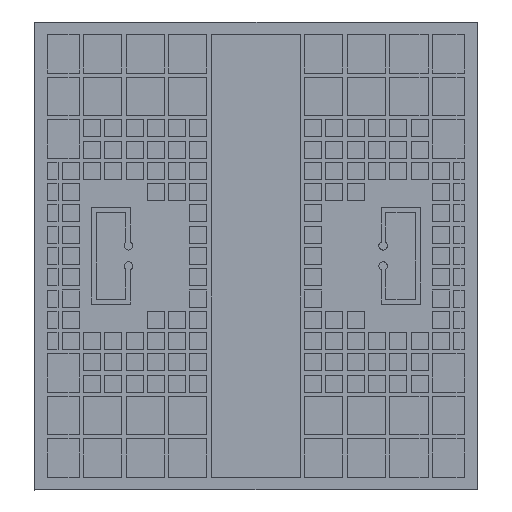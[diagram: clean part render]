
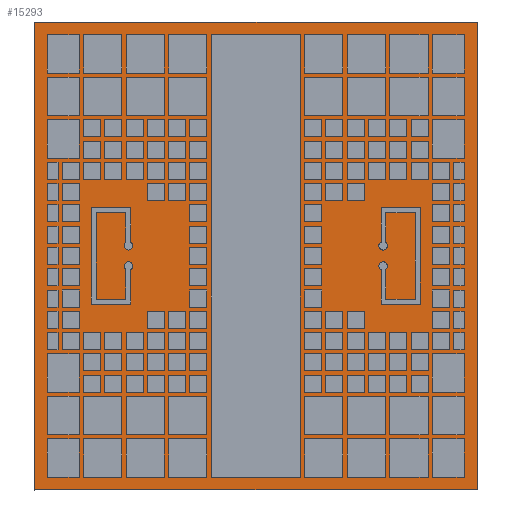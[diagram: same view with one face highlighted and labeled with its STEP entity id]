
A CAD part, top view. The second image highlights one B-rep face of the part: STEP entity #15293.
In plain terms, the highlighted planar face has unit normal (0, 0, 1).
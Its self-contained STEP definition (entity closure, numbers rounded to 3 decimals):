
#373=FACE_OUTER_BOUND('',#1409,.T.);
#1409=EDGE_LOOP('',(#10085,#10086,#10087,#10088));
#2445=LINE('',#21744,#4525);
#2446=LINE('',#21746,#4526);
#2447=LINE('',#21748,#4527);
#2448=LINE('',#21749,#4528);
#4525=VECTOR('',#17568,1.);
#4526=VECTOR('',#17569,1.);
#4527=VECTOR('',#17570,1.);
#4528=VECTOR('',#17571,1.);
#6605=VERTEX_POINT('',#21742);
#6606=VERTEX_POINT('',#21743);
#6607=VERTEX_POINT('',#21745);
#6608=VERTEX_POINT('',#21747);
#7997=EDGE_CURVE('',#6605,#6606,#2445,.T.);
#7998=EDGE_CURVE('',#6607,#6605,#2446,.F.);
#7999=EDGE_CURVE('',#6608,#6607,#2447,.F.);
#8000=EDGE_CURVE('',#6606,#6608,#2448,.F.);
#10085=ORIENTED_EDGE('',*,*,#7997,.F.);
#10086=ORIENTED_EDGE('',*,*,#7998,.F.);
#10087=ORIENTED_EDGE('',*,*,#7999,.F.);
#10088=ORIENTED_EDGE('',*,*,#8000,.F.);
#14261=PLANE('',#16514);
#15293=ADVANCED_FACE('',(#373),#14261,.T.);
#16514=AXIS2_PLACEMENT_3D('',#21741,#17566,#17567);
#17566=DIRECTION('center_axis',(0.,0.,
1.));
#17567=DIRECTION('ref_axis',(1.,0.,0.));
#17568=DIRECTION('',(-1.,0.,0.));
#17569=DIRECTION('',(0.,1.,0.));
#17570=DIRECTION('',(-1.,0.,0.));
#17571=DIRECTION('',(0.,-1.,0.));
#21741=CARTESIAN_POINT('Origin',(0.,0.,
0.754));
#21742=CARTESIAN_POINT('',(2.75,-2.604,0.754));
#21743=CARTESIAN_POINT('',(-2.75,-2.604,0.754));
#21744=CARTESIAN_POINT('',(0.,-2.604,0.754));
#21745=CARTESIAN_POINT('',(2.75,2.6,0.754));
#21746=CARTESIAN_POINT('',(2.75,0.,0.754));
#21747=CARTESIAN_POINT('',(-2.75,2.6,0.754));
#21748=CARTESIAN_POINT('',(0.,2.6,0.754));
#21749=CARTESIAN_POINT('',(-2.75,0.,0.754));
